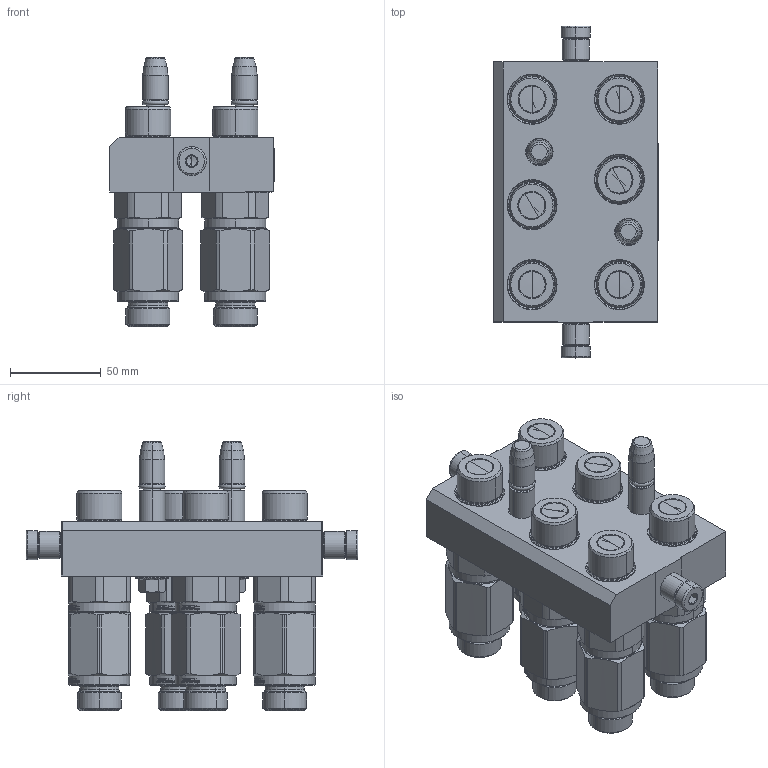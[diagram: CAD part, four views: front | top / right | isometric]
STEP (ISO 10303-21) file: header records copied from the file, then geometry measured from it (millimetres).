
FILE_DESCRIPTION (( 'STEP AP214' ), '1' );
FILE_NAME ('FASTER_DB.step', '2021-08-02T12:28:07', ( '' ), ( '' ), 'SwSTEP 2.0', 'SolidWorks 2017', '' );
FILE_SCHEMA (( 'AUTOMOTIVE_DESIGN' ));
Length unit declared in the file: millimetre
Products named in the file (11): 4850_010_0000_010; 4830_028_1000_011; et002; 1540_080_0008_000; FASTER_DB; 4830_021_0000_000; 4830_013_3000_030; 3ffnp12-3_24m; P608_M_BASE; or2_62x9_19_m
Assembly tree (20 placements, depth 3):
  FASTER_DB
    P608_M_BASE
      4850_010_0000_010
      4830_021_0000_000  x2
      4830_013_3000_030  x2
      4830_028_1000_011  x2
      1540_080_0008_000  x2
      or2_62x9_19_m  x2
    3ffnp12-3_24m  x6
      3ffnp12-3_24m
    et002
Bounding box: 90.3 x 182.6 x 148 mm (x, y, z)
Volume: 2873.9 mm3; surface area: 175095.8 mm2
Topology: 5 solids, 88 shells, 3045 faces, 8999 edges, 5904 vertices
Faces by surface type: plane 1710, cylinder 503, cone 474, bspline 194, torus 164
Entity records: 57318 total; most frequent: CARTESIAN_POINT 14409, ORIENTED_EDGE 8222, DIRECTION 7597, EDGE_CURVE 4286, VECTOR 3153, LINE 3153, VERTEX_POINT 2810, AXIS2_PLACEMENT_3D 2222
